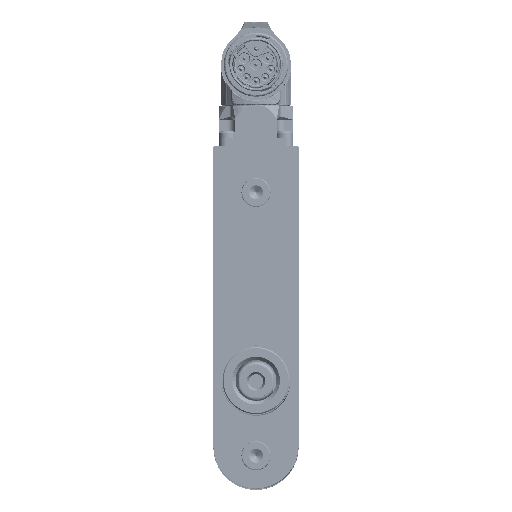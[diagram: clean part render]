
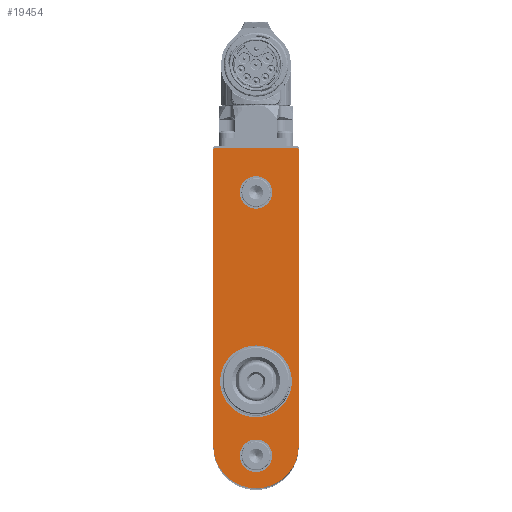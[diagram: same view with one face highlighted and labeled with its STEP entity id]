
A CAD part, top view. The second image highlights one B-rep face of the part: STEP entity #19454.
In plain terms, the highlighted face is planar.
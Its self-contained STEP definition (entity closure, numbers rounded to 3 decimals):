
#102 = CIRCLE ( 'NONE', #51680, 12.5 ) ;
#862 = EDGE_LOOP ( 'NONE', ( #68811 ) ) ;
#1058 = EDGE_CURVE ( 'NONE', #60073, #86840, #37749, .T. ) ;
#1099 = CARTESIAN_POINT ( 'NONE',  ( -12., 0., 0. ) ) ;
#1994 = CARTESIAN_POINT ( 'NONE',  ( -12.5, 0.5, 0. ) ) ;
#4423 = AXIS2_PLACEMENT_3D ( 'NONE', #125918, #37170, #117488 ) ;
#5186 = DIRECTION ( 'NONE',  ( 0., 0., -1. ) ) ;
#5447 = VERTEX_POINT ( 'NONE', #1099 ) ;
#6323 = ORIENTED_EDGE ( 'NONE', *, *, #103702, .F. ) ;
#7504 = ORIENTED_EDGE ( 'NONE', *, *, #125900, .F. ) ;
#8059 = AXIS2_PLACEMENT_3D ( 'NONE', #127547, #9022, #77053 ) ;
#9022 = DIRECTION ( 'NONE',  ( 0., 0., -1. ) ) ;
#9598 = CARTESIAN_POINT ( 'NONE',  ( -4.75, 13., 0. ) ) ;
#11152 = AXIS2_PLACEMENT_3D ( 'NONE', #24021, #5186, #102393 ) ;
#11936 = EDGE_LOOP ( 'NONE', ( #28787, #124669, #7504, #64876, #76309, #44554 ) ) ;
#14560 = CARTESIAN_POINT ( 'NONE',  ( 0., 13., 0. ) ) ;
#15277 = CARTESIAN_POINT ( 'NONE',  ( -12.5, 0., 0. ) ) ;
#16767 = CARTESIAN_POINT ( 'NONE',  ( 0., 90., 0. ) ) ;
#19454 = ADVANCED_FACE ( 'NONE', ( #40827, #98594, #80414, #119927 ), #31127, .T. ) ;
#20359 = CARTESIAN_POINT ( 'NONE',  ( -12.5, 0., 0. ) ) ;
#24021 = CARTESIAN_POINT ( 'NONE',  ( 0., 87., 0. ) ) ;
#27649 = EDGE_CURVE ( 'NONE', #86840, #59849, #102, .T. ) ;
#28787 = ORIENTED_EDGE ( 'NONE', *, *, #1058, .F. ) ;
#28889 = ORIENTED_EDGE ( 'NONE', *, *, #116682, .F. ) ;
#31127 = PLANE ( 'NONE',  #11152 ) ;
#31617 = CIRCLE ( 'NONE', #108229, 10.5 ) ;
#33414 = LINE ( 'NONE', #15277, #126562 ) ;
#34732 = VERTEX_POINT ( 'NONE', #54102 ) ;
#37170 = DIRECTION ( 'NONE',  ( 0., 0., -1. ) ) ;
#37749 = LINE ( 'NONE', #58423, #85709 ) ;
#40827 = FACE_BOUND ( 'NONE', #862, .T. ) ;
#43450 = AXIS2_PLACEMENT_3D ( 'NONE', #14560, #52736, #61206 ) ;
#43908 = DIRECTION ( 'NONE',  ( -1., 0., 0. ) ) ;
#44554 = ORIENTED_EDGE ( 'NONE', *, *, #27649, .F. ) ;
#45252 = CIRCLE ( 'NONE', #8059, 0.5 ) ;
#45835 = DIRECTION ( 'NONE',  ( 0., 0., -1. ) ) ;
#48401 = VERTEX_POINT ( 'NONE', #9598 ) ;
#51680 = AXIS2_PLACEMENT_3D ( 'NONE', #72500, #112032, #62753 ) ;
#52736 = DIRECTION ( 'NONE',  ( 0., 0., -1. ) ) ;
#54102 = CARTESIAN_POINT ( 'NONE',  ( -4.75, 90., 0. ) ) ;
#54493 = EDGE_CURVE ( 'NONE', #60073, #61707, #58105, .T. ) ;
#58105 = CIRCLE ( 'NONE', #4423, 0.5 ) ;
#58423 = CARTESIAN_POINT ( 'NONE',  ( 12.5, 0., 0. ) ) ;
#59426 = CARTESIAN_POINT ( 'NONE',  ( 12.5, 87., 0. ) ) ;
#59809 = DIRECTION ( 'NONE',  ( 0., -1., 0. ) ) ;
#59849 = VERTEX_POINT ( 'NONE', #120604 ) ;
#60073 = VERTEX_POINT ( 'NONE', #117804 ) ;
#61206 = DIRECTION ( 'NONE',  ( -1., 0., 0. ) ) ;
#61707 = VERTEX_POINT ( 'NONE', #118543 ) ;
#62753 = DIRECTION ( 'NONE',  ( -1., 0., 0. ) ) ;
#63407 = EDGE_CURVE ( 'NONE', #59849, #81254, #69564, .T. ) ;
#64876 = ORIENTED_EDGE ( 'NONE', *, *, #115705, .T. ) ;
#66282 = CIRCLE ( 'NONE', #43450, 4.75 ) ;
#68811 = ORIENTED_EDGE ( 'NONE', *, *, #86328, .F. ) ;
#69564 = LINE ( 'NONE', #20359, #102605 ) ;
#72500 = CARTESIAN_POINT ( 'NONE',  ( 0., 87., 0. ) ) ;
#76309 = ORIENTED_EDGE ( 'NONE', *, *, #63407, .F. ) ;
#77053 = DIRECTION ( 'NONE',  ( -1., 0., 0. ) ) ;
#79397 = VERTEX_POINT ( 'NONE', #116365 ) ;
#80414 = FACE_BOUND ( 'NONE', #111844, .T. ) ;
#81254 = VERTEX_POINT ( 'NONE', #1994 ) ;
#85709 = VECTOR ( 'NONE', #107110, 1000. ) ;
#86328 = EDGE_CURVE ( 'NONE', #79397, #79397, #31617, .T. ) ;
#86840 = VERTEX_POINT ( 'NONE', #59426 ) ;
#92126 = CARTESIAN_POINT ( 'NONE',  ( 0., 68.25, 0. ) ) ;
#97581 = EDGE_LOOP ( 'NONE', ( #6323 ) ) ;
#98594 = FACE_BOUND ( 'NONE', #97581, .T. ) ;
#99314 = AXIS2_PLACEMENT_3D ( 'NONE', #16767, #45835, #43908 ) ;
#102393 = DIRECTION ( 'NONE',  ( -1., 0., 0. ) ) ;
#102605 = VECTOR ( 'NONE', #59809, 1000. ) ;
#103702 = EDGE_CURVE ( 'NONE', #48401, #48401, #66282, .T. ) ;
#107110 = DIRECTION ( 'NONE',  ( 0., 1., 0. ) ) ;
#108229 = AXIS2_PLACEMENT_3D ( 'NONE', #92126, #120608, #110903 ) ;
#110903 = DIRECTION ( 'NONE',  ( -1., 0., 0. ) ) ;
#111844 = EDGE_LOOP ( 'NONE', ( #28889 ) ) ;
#112032 = DIRECTION ( 'NONE',  ( 0., 0., 1. ) ) ;
#115705 = EDGE_CURVE ( 'NONE', #5447, #81254, #45252, .T. ) ;
#115878 = CIRCLE ( 'NONE', #99314, 4.75 ) ;
#116365 = CARTESIAN_POINT ( 'NONE',  ( -10.5, 68.25, 0. ) ) ;
#116682 = EDGE_CURVE ( 'NONE', #34732, #34732, #115878, .T. ) ;
#117488 = DIRECTION ( 'NONE',  ( -1., 0., 0. ) ) ;
#117804 = CARTESIAN_POINT ( 'NONE',  ( 12.5, 0.5, 0. ) ) ;
#118543 = CARTESIAN_POINT ( 'NONE',  ( 12., 0., 0. ) ) ;
#119927 = FACE_OUTER_BOUND ( 'NONE', #11936, .T. ) ;
#120604 = CARTESIAN_POINT ( 'NONE',  ( -12.5, 87., 0. ) ) ;
#120608 = DIRECTION ( 'NONE',  ( 0., 0., -1. ) ) ;
#124669 = ORIENTED_EDGE ( 'NONE', *, *, #54493, .T. ) ;
#125900 = EDGE_CURVE ( 'NONE', #5447, #61707, #33414, .T. ) ;
#125918 = CARTESIAN_POINT ( 'NONE',  ( 12., 0.5, 0. ) ) ;
#126018 = DIRECTION ( 'NONE',  ( 1., 0., 0. ) ) ;
#126562 = VECTOR ( 'NONE', #126018, 1000. ) ;
#127547 = CARTESIAN_POINT ( 'NONE',  ( -12., 0.5, 0. ) ) ;
